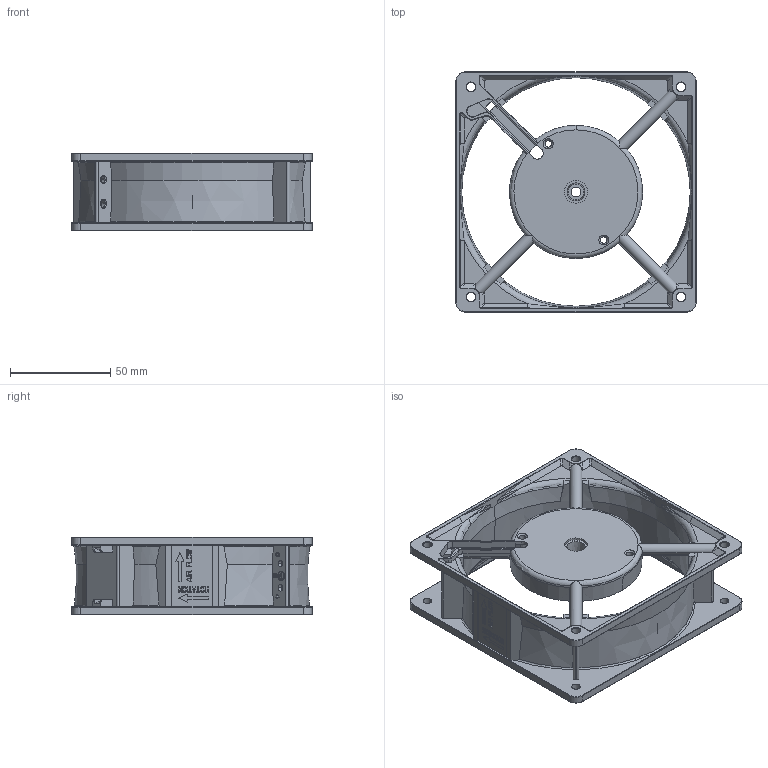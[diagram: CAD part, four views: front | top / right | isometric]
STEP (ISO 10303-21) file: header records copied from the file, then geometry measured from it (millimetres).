
FILE_DESCRIPTION (( 'STEP AP203' ), '1' );
FILE_NAME ('OA4715 m4 Frame Only.stp', '2021-09-23T17:20:20', ( '' ), ( '' ), 'SwSTEP 2.0', 'SolidWorks 2018', '' );
FILE_SCHEMA (( 'CONFIG_CONTROL_DESIGN' ));
Length unit declared in the file: millimetre
Products named in the file (1): OA4715 m4 Frame Only
Bounding box: 120 x 120 x 38.5 mm (x, y, z)
Volume: 48348.1 mm3; surface area: 59607.5 mm2
Topology: 1 solids, 1 shells, 1178 faces, 3231 edges, 2094 vertices
Faces by surface type: plane 792, cylinder 171, bspline 86, cone 84, torus 45
Entity records: 43926 total; most frequent: CARTESIAN_POINT 14849, ORIENTED_EDGE 6462, DIRECTION 5398, EDGE_CURVE 3231, LINE 2312, VECTOR 2312, VERTEX_POINT 2094, AXIS2_PLACEMENT_3D 1543
